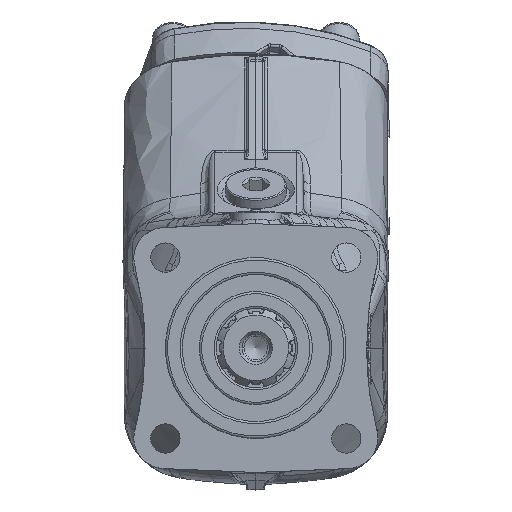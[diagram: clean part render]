
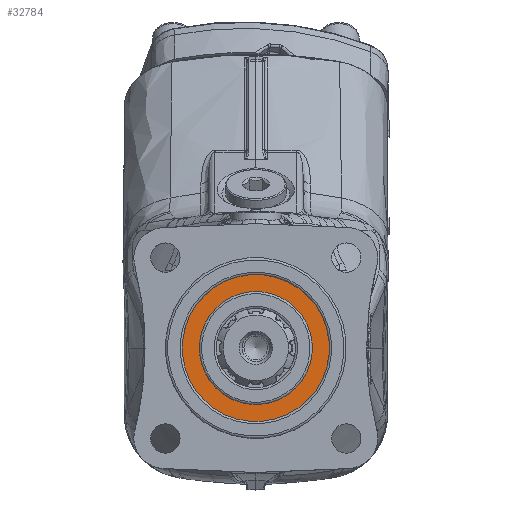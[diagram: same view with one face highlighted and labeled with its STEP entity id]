
A CAD part, top view. The second image highlights one B-rep face of the part: STEP entity #32784.
In plain terms, the highlighted face is planar.
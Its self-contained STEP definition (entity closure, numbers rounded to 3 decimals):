
#6404=FACE_BOUND('',#9439,.T.);
#7597=FACE_OUTER_BOUND('',#9438,.T.);
#9438=EDGE_LOOP('',(#26124,#26125));
#9439=EDGE_LOOP('',(#26126,#26127));
#10830=CIRCLE('',#35104,32.5);
#10831=CIRCLE('',#35105,32.5);
#10832=CIRCLE('',#35106,25.);
#10833=CIRCLE('',#35107,25.);
#13718=VERTEX_POINT('',#79338);
#13719=VERTEX_POINT('',#79339);
#13720=VERTEX_POINT('',#79342);
#13721=VERTEX_POINT('',#79343);
#17952=EDGE_CURVE('',#13718,#13719,#10830,.T.);
#17953=EDGE_CURVE('',#13719,#13718,#10831,.T.);
#17954=EDGE_CURVE('',#13720,#13721,#10832,.T.);
#17955=EDGE_CURVE('',#13721,#13720,#10833,.T.);
#26124=ORIENTED_EDGE('',*,*,#17952,.F.);
#26125=ORIENTED_EDGE('',*,*,#17953,.F.);
#26126=ORIENTED_EDGE('',*,*,#17954,.F.);
#26127=ORIENTED_EDGE('',*,*,#17955,.F.);
#29725=PLANE('',#35103);
#32784=ADVANCED_FACE('',(#7597,#6404),#29725,.T.);
#35103=AXIS2_PLACEMENT_3D('',#79337,#40814,#40815);
#35104=AXIS2_PLACEMENT_3D('',#79340,#40816,#40817);
#35105=AXIS2_PLACEMENT_3D('',#79341,#40818,#40819);
#35106=AXIS2_PLACEMENT_3D('',#79344,#40820,#40821);
#35107=AXIS2_PLACEMENT_3D('',#79345,#40822,#40823);
#40814=DIRECTION('center_axis',(0.,-1.,0.));
#40815=DIRECTION('ref_axis',(-0.423,0.,-0.906));
#40816=DIRECTION('center_axis',(0.,1.,0.));
#40817=DIRECTION('ref_axis',(-0.423,0.,-0.906));
#40818=DIRECTION('center_axis',(0.,1.,0.));
#40819=DIRECTION('ref_axis',(-0.423,0.,-0.906));
#40820=DIRECTION('center_axis',(0.,-1.,0.));
#40821=DIRECTION('ref_axis',(-0.423,0.,-0.906));
#40822=DIRECTION('center_axis',(0.,-1.,0.));
#40823=DIRECTION('ref_axis',(-0.423,0.,-0.906));
#79337=CARTESIAN_POINT('Origin',(0.,-7.5,
0.));
#79338=CARTESIAN_POINT('',(13.735,-7.5,29.455));
#79339=CARTESIAN_POINT('',(-13.735,-7.5,-29.455));
#79340=CARTESIAN_POINT('Origin',(0.,-7.5,
0.));
#79341=CARTESIAN_POINT('Origin',(0.,-7.5,
0.));
#79342=CARTESIAN_POINT('',(10.565,-7.5,22.658));
#79343=CARTESIAN_POINT('',(-10.565,-7.5,-22.658));
#79344=CARTESIAN_POINT('Origin',(0.,-7.5,
0.));
#79345=CARTESIAN_POINT('Origin',(0.,-7.5,
0.));
